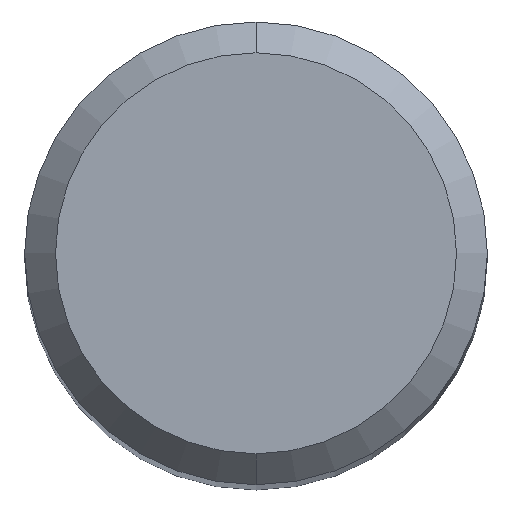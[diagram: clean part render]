
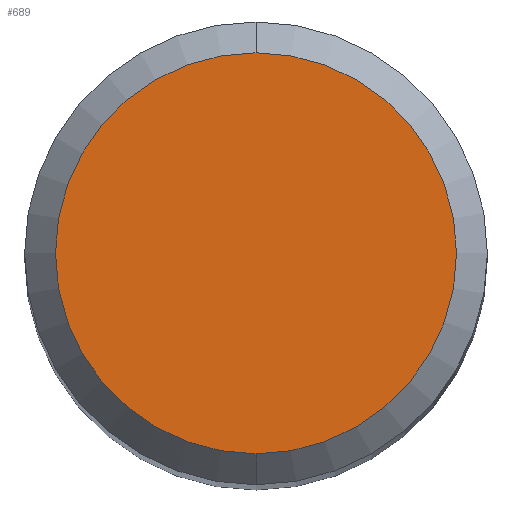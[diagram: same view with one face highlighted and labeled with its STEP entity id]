
A CAD part, top view. The second image highlights one B-rep face of the part: STEP entity #689.
In plain terms, the highlighted planar face has unit normal (0, 0, 1).
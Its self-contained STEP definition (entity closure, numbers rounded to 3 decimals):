
#383=VERTEX_POINT('',#962);
#633=EDGE_CURVE('',#819,#383,#1239,.T.);
#645=EDGE_CURVE('',#383,#819,#1251,.T.);
#689=ADVANCED_FACE('',(#1299),#1300,.T.);
#819=VERTEX_POINT('',#1438);
#962=CARTESIAN_POINT('',(0.0,2.6,0.0));
#1239=CIRCLE('',#4459,2.6);
#1251=CIRCLE('',#4491,2.6);
#1299=FACE_OUTER_BOUND('',#4664,.T.);
#1300=PLANE('',#4665);
#1438=CARTESIAN_POINT('',(0.,-2.6,0.0));
#4459=AXIS2_PLACEMENT_3D('',#5651,#5652,#5653);
#4491=AXIS2_PLACEMENT_3D('',#5658,#5659,#5660);
#4664=EDGE_LOOP('',(#5704,#5705));
#4665=AXIS2_PLACEMENT_3D('',#5706,#5707,#5708);
#5651=CARTESIAN_POINT('',(0.0,0.0,0.0));
#5652=DIRECTION('',(0.0,0.0,-1.0));
#5653=DIRECTION('',(0.0,1.0,0.0));
#5658=CARTESIAN_POINT('',(0.0,0.0,0.0));
#5659=DIRECTION('',(0.0,0.0,-1.0));
#5660=DIRECTION('',(0.0,1.0,0.0));
#5704=ORIENTED_EDGE('',*,*,#645,.F.);
#5705=ORIENTED_EDGE('',*,*,#633,.F.);
#5706=CARTESIAN_POINT('',(0.0,1.3,0.0));
#5707=DIRECTION('',(-0.0,0.0,1.0));
#5708=DIRECTION('',(0.0,-1.0,0.0));
